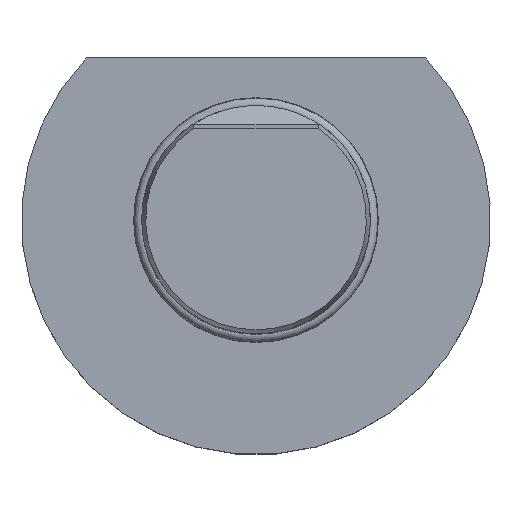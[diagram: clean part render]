
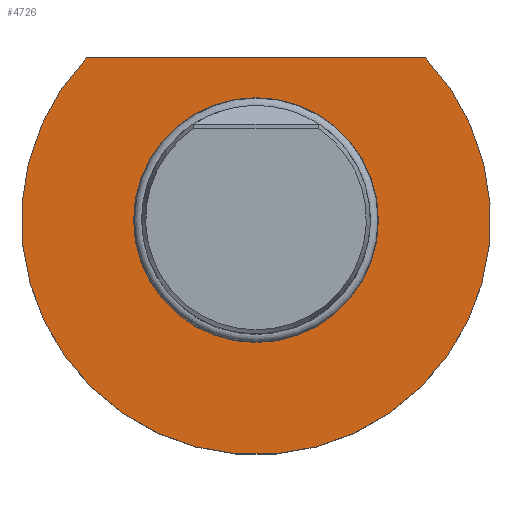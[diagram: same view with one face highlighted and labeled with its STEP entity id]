
A CAD part, top view. The second image highlights one B-rep face of the part: STEP entity #4726.
In plain terms, the highlighted planar face has unit normal (0, 0, 1).
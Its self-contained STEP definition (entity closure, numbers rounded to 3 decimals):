
#318 = DIRECTION ( 'NONE',  ( 0., 0., -1. ) ) ;
#764 = CIRCLE ( 'NONE', #2556, 30.233 ) ;
#1123 = AXIS2_PLACEMENT_3D ( 'NONE', #4512, #10966, #12975 ) ;
#1445 = CARTESIAN_POINT ( 'NONE',  ( 0., 0., 0. ) ) ;
#1545 = DIRECTION ( 'NONE',  ( -1., 0., 0. ) ) ;
#1564 = CIRCLE ( 'NONE', #1123, 61.5 ) ;
#2221 = DIRECTION ( 'NONE',  ( 0., 0., 1. ) ) ;
#2422 = PLANE ( 'NONE',  #4149 ) ;
#2556 = AXIS2_PLACEMENT_3D ( 'NONE', #8532, #2221, #8683 ) ;
#2867 = CARTESIAN_POINT ( 'NONE',  ( -30.233, 0., 0. ) ) ;
#3614 = EDGE_CURVE ( 'NONE', #9333, #9333, #764, .T. ) ;
#4149 = AXIS2_PLACEMENT_3D ( 'NONE', #1445, #318, #4430 ) ;
#4430 = DIRECTION ( 'NONE',  ( -1., 0., 0. ) ) ;
#4512 = CARTESIAN_POINT ( 'NONE',  ( 0., 0., 0. ) ) ;
#4678 = LINE ( 'NONE', #10129, #10624 ) ;
#4726 = ADVANCED_FACE ( 'Defeature completata1_22', ( #5212, #9546 ), #2422, .F. ) ;
#5124 = ORIENTED_EDGE ( 'NONE', *, *, #11121, .F. ) ;
#5212 = FACE_BOUND ( 'NONE', #6681, .T. ) ;
#6681 = EDGE_LOOP ( 'NONE', ( #12624 ) ) ;
#7102 = VERTEX_POINT ( 'NONE', #11166 ) ;
#7658 = CARTESIAN_POINT ( 'NONE',  ( -44.452, 42.5, 0. ) ) ;
#8532 = CARTESIAN_POINT ( 'NONE',  ( 0., 0., 0. ) ) ;
#8683 = DIRECTION ( 'NONE',  ( -1., 0., 0. ) ) ;
#8867 = VERTEX_POINT ( 'NONE', #7658 ) ;
#9239 = EDGE_CURVE ( 'NONE', #7102, #8867, #4678, .T. ) ;
#9333 = VERTEX_POINT ( 'NONE', #2867 ) ;
#9546 = FACE_OUTER_BOUND ( 'NONE', #13522, .T. ) ;
#10129 = CARTESIAN_POINT ( 'NONE',  ( 22.226, 42.5, 0. ) ) ;
#10624 = VECTOR ( 'NONE', #1545, 1000. ) ;
#10966 = DIRECTION ( 'NONE',  ( 0., 0., -1. ) ) ;
#11121 = EDGE_CURVE ( 'NONE', #7102, #8867, #1564, .T. ) ;
#11166 = CARTESIAN_POINT ( 'NONE',  ( 44.452, 42.5, 0. ) ) ;
#12124 = ORIENTED_EDGE ( 'NONE', *, *, #9239, .T. ) ;
#12624 = ORIENTED_EDGE ( 'NONE', *, *, #3614, .F. ) ;
#12975 = DIRECTION ( 'NONE',  ( -1., 0., 0. ) ) ;
#13522 = EDGE_LOOP ( 'NONE', ( #12124, #5124 ) ) ;
